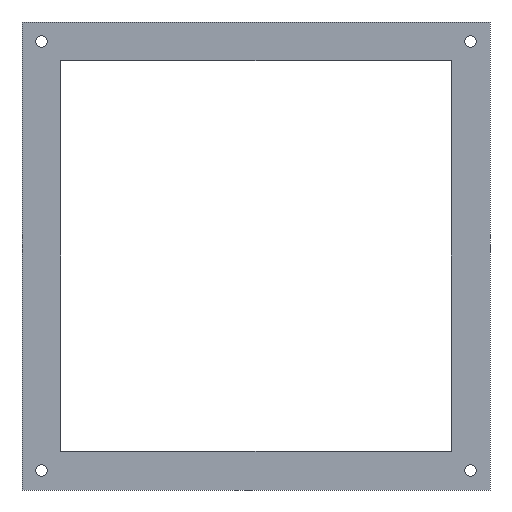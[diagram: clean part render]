
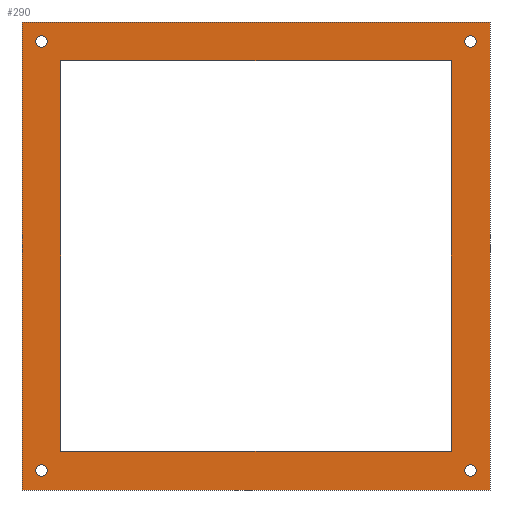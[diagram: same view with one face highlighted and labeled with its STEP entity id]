
A CAD part, front view. The second image highlights one B-rep face of the part: STEP entity #290.
In plain terms, the highlighted planar face has unit normal (0, -1, 0).
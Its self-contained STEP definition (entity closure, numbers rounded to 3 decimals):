
#24=FACE_BOUND('',#72,.T.);
#25=FACE_BOUND('',#73,.T.);
#26=FACE_BOUND('',#74,.T.);
#27=FACE_BOUND('',#75,.T.);
#28=FACE_BOUND('',#76,.T.);
#38=PLANE('',#327);
#52=FACE_OUTER_BOUND('',#71,.T.);
#71=EDGE_LOOP('',(#261,#262,#263,#264));
#72=EDGE_LOOP('',(#265,#266,#267,#268));
#73=EDGE_LOOP('',(#269));
#74=EDGE_LOOP('',(#270));
#75=EDGE_LOOP('',(#271));
#76=EDGE_LOOP('',(#272));
#81=LINE('',#436,#109);
#85=LINE('',#444,#113);
#88=LINE('',#450,#116);
#91=LINE('',#455,#119);
#93=LINE('',#460,#121);
#97=LINE('',#468,#125);
#100=LINE('',#474,#128);
#103=LINE('',#479,#131);
#109=VECTOR('',#363,10.);
#113=VECTOR('',#369,10.);
#116=VECTOR('',#374,10.);
#119=VECTOR('',#379,10.);
#121=VECTOR('',#383,10.);
#125=VECTOR('',#389,10.);
#128=VECTOR('',#394,10.);
#131=VECTOR('',#399,10.);
#134=CIRCLE('',#308,1.46);
#136=CIRCLE('',#311,1.46);
#138=CIRCLE('',#314,1.46);
#140=CIRCLE('',#317,1.46);
#142=VERTEX_POINT('',#412);
#144=VERTEX_POINT('',#418);
#146=VERTEX_POINT('',#424);
#148=VERTEX_POINT('',#430);
#149=VERTEX_POINT('',#434);
#150=VERTEX_POINT('',#435);
#153=VERTEX_POINT('',#443);
#155=VERTEX_POINT('',#449);
#157=VERTEX_POINT('',#458);
#158=VERTEX_POINT('',#459);
#161=VERTEX_POINT('',#467);
#163=VERTEX_POINT('',#473);
#167=EDGE_CURVE('',#142,#142,#134,.T.);
#170=EDGE_CURVE('',#144,#144,#136,.T.);
#173=EDGE_CURVE('',#146,#146,#138,.T.);
#176=EDGE_CURVE('',#148,#148,#140,.T.);
#177=EDGE_CURVE('',#149,#150,#81,.T.);
#181=EDGE_CURVE('',#150,#153,#85,.T.);
#184=EDGE_CURVE('',#153,#155,#88,.T.);
#187=EDGE_CURVE('',#155,#149,#91,.T.);
#189=EDGE_CURVE('',#157,#158,#93,.T.);
#193=EDGE_CURVE('',#158,#161,#97,.T.);
#196=EDGE_CURVE('',#161,#163,#100,.T.);
#199=EDGE_CURVE('',#163,#157,#103,.T.);
#261=ORIENTED_EDGE('',*,*,#199,.T.);
#262=ORIENTED_EDGE('',*,*,#189,.T.);
#263=ORIENTED_EDGE('',*,*,#193,.T.);
#264=ORIENTED_EDGE('',*,*,#196,.T.);
#265=ORIENTED_EDGE('',*,*,#187,.T.);
#266=ORIENTED_EDGE('',*,*,#177,.T.);
#267=ORIENTED_EDGE('',*,*,#181,.T.);
#268=ORIENTED_EDGE('',*,*,#184,.T.);
#269=ORIENTED_EDGE('',*,*,#176,.T.);
#270=ORIENTED_EDGE('',*,*,#173,.T.);
#271=ORIENTED_EDGE('',*,*,#170,.T.);
#272=ORIENTED_EDGE('',*,*,#167,.T.);
#290=ADVANCED_FACE('',(#52,#24,#25,#26,#27,#28),#38,.F.);
#308=AXIS2_PLACEMENT_3D('',#414,#338,#339);
#311=AXIS2_PLACEMENT_3D('',#420,#345,#346);
#314=AXIS2_PLACEMENT_3D('',#426,#352,#353);
#317=AXIS2_PLACEMENT_3D('',#432,#359,#360);
#327=AXIS2_PLACEMENT_3D('',#482,#403,#404);
#338=DIRECTION('center_axis',(0.,1.,0.));
#339=DIRECTION('ref_axis',(1.,0.,0.));
#345=DIRECTION('center_axis',(0.,1.,0.));
#346=DIRECTION('ref_axis',(1.,0.,0.));
#352=DIRECTION('center_axis',(0.,1.,0.));
#353=DIRECTION('ref_axis',(1.,0.,0.));
#359=DIRECTION('center_axis',(0.,1.,0.));
#360=DIRECTION('ref_axis',(1.,0.,0.));
#363=DIRECTION('',(-1.,0.,0.));
#369=DIRECTION('',(0.,0.,1.));
#374=DIRECTION('',(1.,0.,0.));
#379=DIRECTION('',(0.,0.,-1.));
#383=DIRECTION('',(1.,0.,0.));
#389=DIRECTION('',(0.,0.,1.));
#394=DIRECTION('',(-1.,0.,0.));
#399=DIRECTION('',(0.,0.,-1.));
#403=DIRECTION('center_axis',(0.,1.,0.));
#404=DIRECTION('ref_axis',(0.,0.,1.));
#412=CARTESIAN_POINT('',(-6.46,16.02,105.02));
#414=CARTESIAN_POINT('Origin',(-5.,16.02,105.02));
#418=CARTESIAN_POINT('',(103.56,16.02,105.02));
#420=CARTESIAN_POINT('Origin',(105.02,16.02,105.02));
#424=CARTESIAN_POINT('',(103.56,16.02,-5.));
#426=CARTESIAN_POINT('Origin',(105.02,16.02,-5.));
#430=CARTESIAN_POINT('',(-6.46,16.02,-5.));
#432=CARTESIAN_POINT('Origin',(-5.,16.02,-5.));
#434=CARTESIAN_POINT('',(100.02,16.02,0.));
#435=CARTESIAN_POINT('',(0.,16.02,0.));
#436=CARTESIAN_POINT('',(25.005,16.02,0.));
#443=CARTESIAN_POINT('',(0.,16.02,100.02));
#444=CARTESIAN_POINT('',(0.,16.02,75.015));
#449=CARTESIAN_POINT('',(100.02,16.02,100.02));
#450=CARTESIAN_POINT('',(75.015,16.02,100.02));
#455=CARTESIAN_POINT('',(100.02,16.02,25.005));
#458=CARTESIAN_POINT('',(-10.,16.02,-10.));
#459=CARTESIAN_POINT('',(110.02,16.02,-10.));
#460=CARTESIAN_POINT('',(80.015,16.02,-10.));
#467=CARTESIAN_POINT('',(110.02,16.02,110.02));
#468=CARTESIAN_POINT('',(110.02,16.02,80.015));
#473=CARTESIAN_POINT('',(-10.,16.02,110.02));
#474=CARTESIAN_POINT('',(20.005,16.02,110.02));
#479=CARTESIAN_POINT('',(-10.,16.02,20.005));
#482=CARTESIAN_POINT('Origin',(50.01,16.02,50.01));
